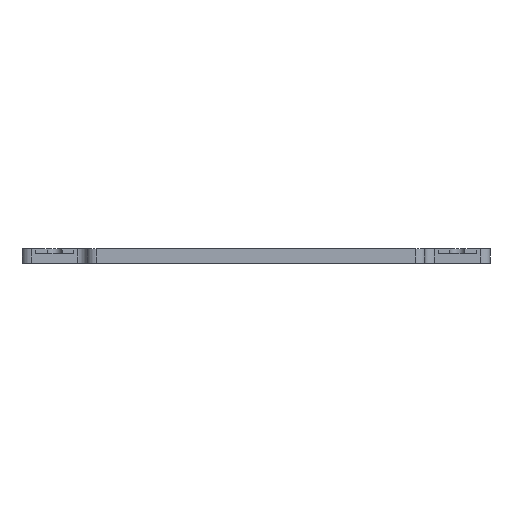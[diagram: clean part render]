
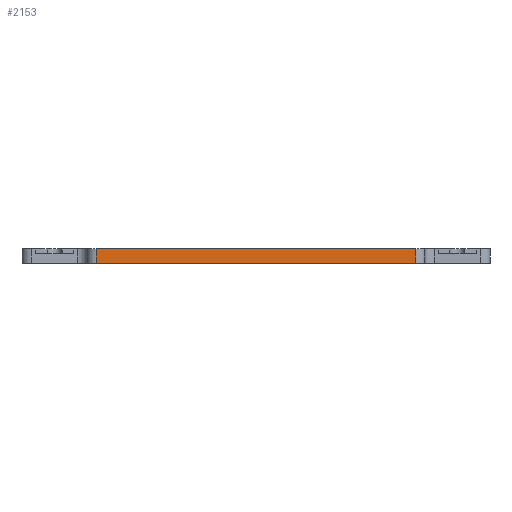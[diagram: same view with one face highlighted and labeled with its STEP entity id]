
A CAD part, left-side view. The second image highlights one B-rep face of the part: STEP entity #2153.
In plain terms, the highlighted planar face has unit normal (-1, 0, 0).
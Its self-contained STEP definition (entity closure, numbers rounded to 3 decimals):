
#97=PLANE('',#2339);
#138=FACE_OUTER_BOUND('',#272,.T.);
#272=EDGE_LOOP('',(#1494,#1495,#1496,#1497));
#430=LINE('',#3197,#594);
#458=LINE('',#3360,#622);
#459=LINE('',#3363,#623);
#460=LINE('',#3364,#624);
#594=VECTOR('',#2546,10.);
#622=VECTOR('',#2688,10.);
#623=VECTOR('',#2691,10.);
#624=VECTOR('',#2692,10.);
#898=VERTEX_POINT('',#3194);
#899=VERTEX_POINT('',#3196);
#977=VERTEX_POINT('',#3358);
#978=VERTEX_POINT('',#3362);
#1101=EDGE_CURVE('',#899,#898,#430,.T.);
#1183=EDGE_CURVE('',#898,#977,#458,.T.);
#1184=EDGE_CURVE('',#977,#978,#459,.T.);
#1185=EDGE_CURVE('',#978,#899,#460,.T.);
#1494=ORIENTED_EDGE('',*,*,#1183,.T.);
#1495=ORIENTED_EDGE('',*,*,#1184,.T.);
#1496=ORIENTED_EDGE('',*,*,#1185,.T.);
#1497=ORIENTED_EDGE('',*,*,#1101,.T.);
#2153=ADVANCED_FACE('',(#138),#97,.F.);
#2339=AXIS2_PLACEMENT_3D('',#3361,#2689,#2690);
#2546=DIRECTION('',(0.,1.,0.));
#2688=DIRECTION('',(0.,0.,-1.));
#2689=DIRECTION('center_axis',(1.,0.,0.));
#2690=DIRECTION('ref_axis',(0.,-1.,0.));
#2691=DIRECTION('',(0.,-1.,0.));
#2692=DIRECTION('',(0.,0.,1.));
#3194=CARTESIAN_POINT('',(-100.,24.15,0.));
#3196=CARTESIAN_POINT('',(-100.,-44.05,0.));
#3197=CARTESIAN_POINT('',(-100.,-59.95,0.));
#3358=CARTESIAN_POINT('',(-100.,24.15,-3.));
#3360=CARTESIAN_POINT('',(-100.,24.15,0.));
#3361=CARTESIAN_POINT('Origin',(-100.,26.15,0.));
#3362=CARTESIAN_POINT('',(-100.,-44.05,-3.));
#3363=CARTESIAN_POINT('',(-100.,-59.95,-3.));
#3364=CARTESIAN_POINT('',(-100.,-44.05,0.));
